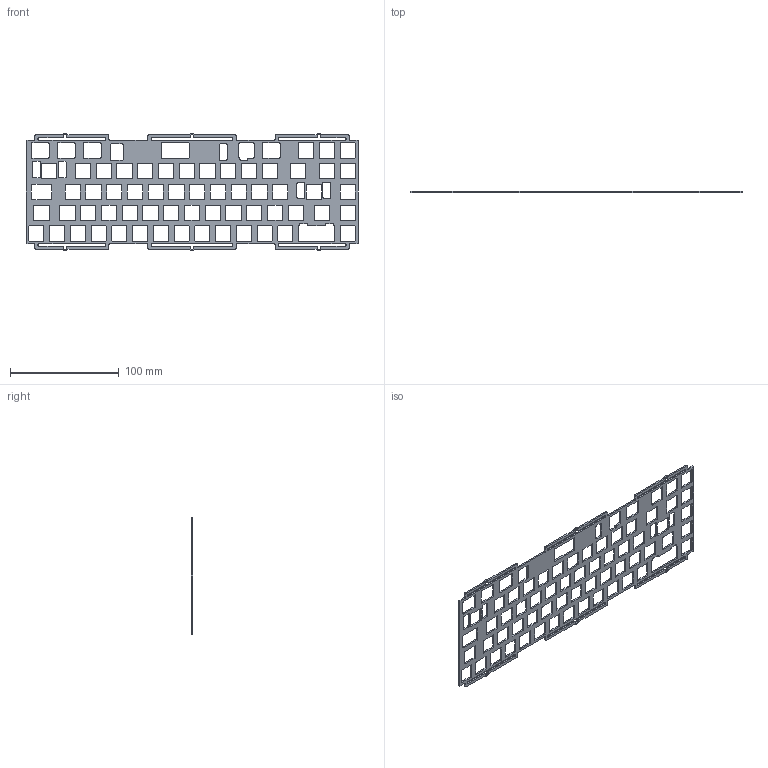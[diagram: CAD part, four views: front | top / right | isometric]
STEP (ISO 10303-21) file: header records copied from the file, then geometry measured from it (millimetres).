
FILE_DESCRIPTION(/* description */ (''),/* implementation_level */ '2;1');
FILE_NAME(/* name */ 'AIS_65_PLATE_ANSI_20210222.step',/* time_stamp */ '2021-02-22T20:06:42+01:00',/* author */ (''),/* organization */ (''),/* preprocessor_version */ 'ST-DEVELOPER v18.1',/* originating_system */ 'Autodesk Translation Framework v9.7.1.1290',/* authorisation */ '');
FILE_SCHEMA (('AUTOMOTIVE_DESIGN { 1 0 10303 214 3 1 1 }'));
Length unit declared in the file: millimetre
Products named in the file (1): Case Plate
Bounding box: 304.8 x 1.5 x 107.6 mm (x, y, z)
Volume: 23600.1 mm3; surface area: 40080.2 mm2
Topology: 1 solids, 1 shells, 762 faces, 2280 edges, 1520 vertices
Faces by surface type: cylinder 392, plane 370
Entity records: 26237 total; most frequent: DIRECTION 4590, CARTESIAN_POINT 4563, ORIENTED_EDGE 4560, EDGE_CURVE 2280, AXIS2_PLACEMENT_3D 1547, VERTEX_POINT 1520, LINE 1496, VECTOR 1496
